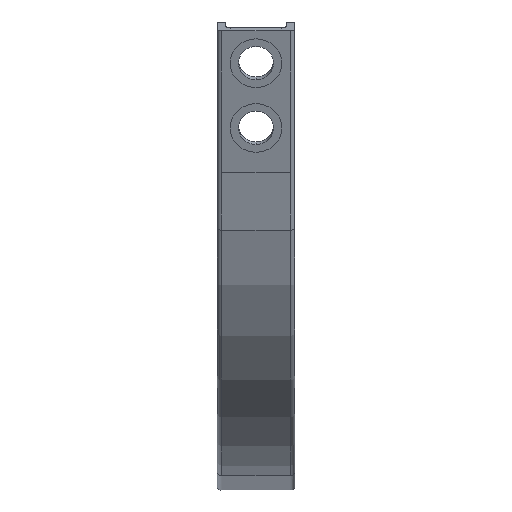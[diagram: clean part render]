
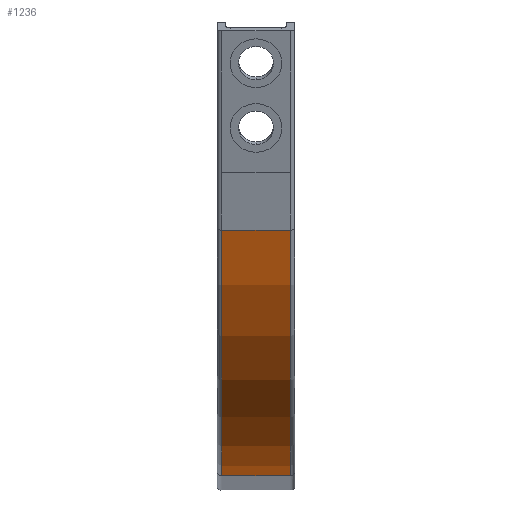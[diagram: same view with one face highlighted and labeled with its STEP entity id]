
A CAD part, top view. The second image highlights one B-rep face of the part: STEP entity #1236.
In plain terms, the highlighted cylindrical face has radius 87 mm (diameter 174 mm), a partial arc.
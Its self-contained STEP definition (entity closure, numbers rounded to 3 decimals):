
#58 = AXIS2_PLACEMENT_3D ( 'NONE', #870, #1396, #1531 ) ;
#75 = VERTEX_POINT ( 'NONE', #554 ) ;
#117 = VERTEX_POINT ( 'NONE', #1042 ) ;
#133 = VECTOR ( 'NONE', #376, 1000. ) ;
#157 = AXIS2_PLACEMENT_3D ( 'NONE', #1439, #402, #1185 ) ;
#376 = DIRECTION ( 'NONE',  ( -1., 0., 0. ) ) ;
#402 = DIRECTION ( 'NONE',  ( -1., 0., 0. ) ) ;
#410 = VERTEX_POINT ( 'NONE', #954 ) ;
#447 = VECTOR ( 'NONE', #1470, 1000. ) ;
#492 = FACE_OUTER_BOUND ( 'NONE', #1592, .T. ) ;
#525 = EDGE_CURVE ( 'NONE', #1186, #410, #1499, .T. ) ;
#554 = CARTESIAN_POINT ( 'NONE',  ( 7.5, -86.669, 7.583 ) ) ;
#619 = LINE ( 'NONE', #1598, #447 ) ;
#714 = LINE ( 'NONE', #1148, #133 ) ;
#723 = CARTESIAN_POINT ( 'NONE',  ( 23.5, -86.669, 7.583 ) ) ;
#833 = ORIENTED_EDGE ( 'NONE', *, *, #1050, .F. ) ;
#870 = CARTESIAN_POINT ( 'NONE',  ( 24.5, 0., 0. ) ) ;
#892 = AXIS2_PLACEMENT_3D ( 'NONE', #1251, #1509, #1634 ) ;
#954 = CARTESIAN_POINT ( 'NONE',  ( 23.5, -29.756, 81.753 ) ) ;
#1042 = CARTESIAN_POINT ( 'NONE',  ( 7.5, -29.756, 81.753 ) ) ;
#1050 = EDGE_CURVE ( 'NONE', #1186, #75, #619, .T. ) ;
#1075 = ORIENTED_EDGE ( 'NONE', *, *, #1370, .T. ) ;
#1148 = CARTESIAN_POINT ( 'NONE',  ( 24.5, -29.756, 81.753 ) ) ;
#1185 = DIRECTION ( 'NONE',  ( 0., 0., -1. ) ) ;
#1186 = VERTEX_POINT ( 'NONE', #723 ) ;
#1215 = CIRCLE ( 'NONE', #892, 87. ) ;
#1226 = ORIENTED_EDGE ( 'NONE', *, *, #525, .T. ) ;
#1236 = ADVANCED_FACE ( 'NONE', ( #492 ), #1612, .T. ) ;
#1251 = CARTESIAN_POINT ( 'NONE',  ( 7.5, 0., 0. ) ) ;
#1335 = ORIENTED_EDGE ( 'NONE', *, *, #1461, .T. ) ;
#1370 = EDGE_CURVE ( 'NONE', #117, #75, #1215, .T. ) ;
#1396 = DIRECTION ( 'NONE',  ( -1., 0., 0. ) ) ;
#1439 = CARTESIAN_POINT ( 'NONE',  ( 23.5, 0., 0. ) ) ;
#1461 = EDGE_CURVE ( 'NONE', #410, #117, #714, .T. ) ;
#1470 = DIRECTION ( 'NONE',  ( -1., 0., 0. ) ) ;
#1499 = CIRCLE ( 'NONE', #157, 87. ) ;
#1509 = DIRECTION ( 'NONE',  ( 1., 0., 0. ) ) ;
#1531 = DIRECTION ( 'NONE',  ( 0., 0., 1. ) ) ;
#1592 = EDGE_LOOP ( 'NONE', ( #1335, #1075, #833, #1226 ) ) ;
#1598 = CARTESIAN_POINT ( 'NONE',  ( 24.5, -86.669, 7.583 ) ) ;
#1612 = CYLINDRICAL_SURFACE ( 'NONE', #58, 87. ) ;
#1634 = DIRECTION ( 'NONE',  ( 0., 0., -1. ) ) ;
